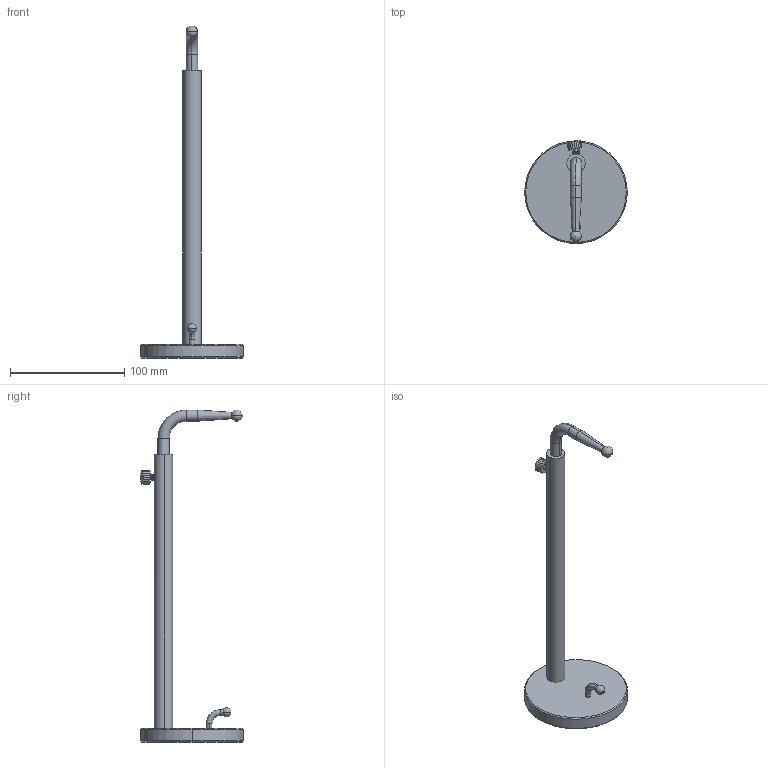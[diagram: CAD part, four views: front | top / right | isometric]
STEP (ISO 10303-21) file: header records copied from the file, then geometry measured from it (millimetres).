
FILE_DESCRIPTION (( 'STEP AP203' ), '1' );
FILE_NAME ('Assemblage BIS.STEP', '2020-11-27T14:54:50', ( '' ), ( '' ), 'SwSTEP 2.0', 'SolidWorks 2019', '' );
FILE_SCHEMA (( 'CONFIG_CONTROL_DESIGN' ));
Length unit declared in the file: millimetre
Products named in the file (11): crochet partie 2; 4 tube filté ; Assemblage BIS; 3 base BIS; tige en L partie 1; Tige L partie Sphère; molette fileté; 2 crochet BIS; 5 tige en L; crochet partie 1; tige L partie cone
Assembly tree (10 placements, depth 3):
  Assemblage BIS
    3 base BIS
    2 crochet BIS
      crochet partie 1
      crochet partie 2
    5 tige en L
      tige en L partie 1
      tige L partie cone
      Tige L partie Sphère
    4 tube filté 
    molette fileté
Bounding box: 90 x 90.04 x 290.9 mm (x, y, z)
Volume: 94719.5 mm3; surface area: 45661.5 mm2
Topology: 7 solids, 9 shells, 113 faces, 281 edges, 183 vertices
Faces by surface type: cylinder 48, plane 39, cone 8, torus 8, bspline 6, sphere 4
Entity records: 6916 total; most frequent: CARTESIAN_POINT 3238, ORIENTED_EDGE 536, DIRECTION 518, EDGE_CURVE 271, AXIS2_PLACEMENT_3D 198, VERTEX_POINT 177, EDGE_LOOP 123, LINE 122
